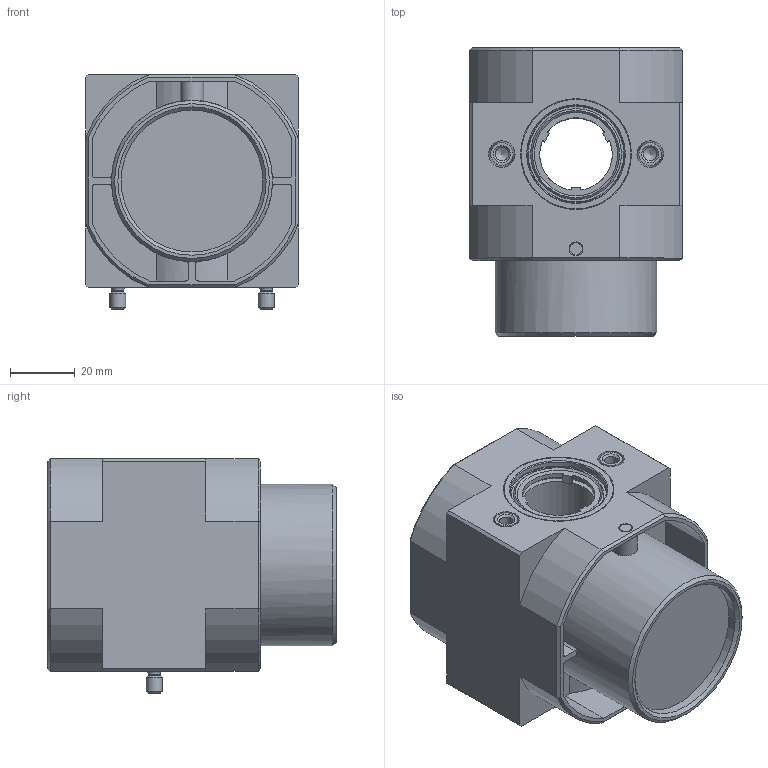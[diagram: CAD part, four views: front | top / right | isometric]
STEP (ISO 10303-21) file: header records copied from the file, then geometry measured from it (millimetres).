
FILE_DESCRIPTION(/* description */ ('STEP AP214'),/* implementation_level */ '2;1');
FILE_NAME(/* name */ '170692_HEL-D-MAXI',/* time_stamp */ '2024-08-21T19:34:23+02:00',/* author */ ('License CC BY-ND 4.0'),/* organization */ ('CADENAS'),/* preprocessor_version */ 'ST-DEVELOPER v19.3',/* originating_system */ 'PARTsolutions',/* authorisation */ ' ');
FILE_SCHEMA (('AUTOMOTIVE_DESIGN {1 0 10303 214 3 1 1}'));
Length unit declared in the file: millimetre
Products named in the file (3): 170692 HEL-D-MAXI; 360728 HEL-MAXI; 234370 FRB-D-MAXI
Assembly tree (3 placements, depth 2):
  170692 HEL-D-MAXI
    360728 HEL-MAXI
    234370 FRB-D-MAXI  x2
Bounding box: 66 x 89.4 x 72.8 mm (x, y, z)
Volume: 256967.6 mm3; surface area: 46143.8 mm2
Topology: 3 solids, 3 shells, 235 faces, 584 edges, 375 vertices
Faces by surface type: plane 106, cylinder 82, cone 39, torus 8
Full cylindrical faces by diameter (mm): 3.7 x2, 3.8 x1, 4.134 x2, 5 x2, 7 x3, 9 x1, 22.5 x1, 30 x2, 34 x2, 44 x1, 50 x1, 62 x1
Entity records: 8024 total; most frequent: CARTESIAN_POINT 1229, DIRECTION 1126, ORIENTED_EDGE 1026, EDGE_CURVE 513, AXIS2_PLACEMENT_3D 428, VERTEX_POINT 357, FACE_BOUND 290, EDGE_LOOP 289
